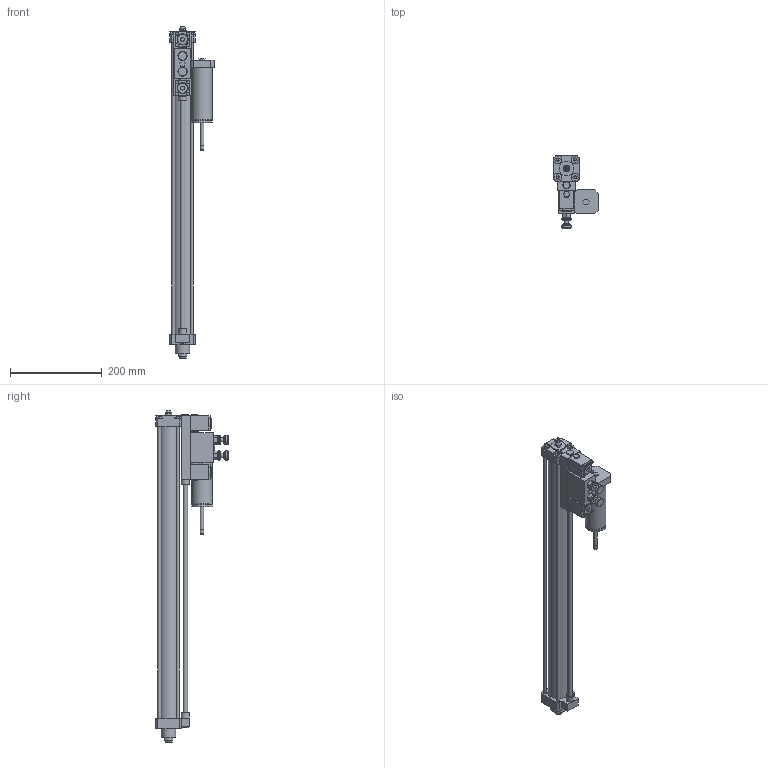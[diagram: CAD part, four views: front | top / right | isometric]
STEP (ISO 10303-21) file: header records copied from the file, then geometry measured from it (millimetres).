
FILE_DESCRIPTION( ( 'Unknown' ), '1' );
FILE_NAME( '1400_40_0600_03_05.stp', 'Unknown', ( 'Unknown' ), ( 'Unknown' ), 'PSStep 17.0.49', 'Unknown', ' ' );
FILE_SCHEMA( ( 'AUTOMOTIVE_DESIGN { 1 0 10303 214 1 1 1 1 }' ) );
Length unit declared in the file: millimetre
Products named in the file (8): Assem1; VAL ST NA ; BASE DOPPIO STOP; REGOLATORE DR 2; REGOLATORE DR 1; STELO  C 100; CORPO DR DSTOP  C200; 1400400200D
Assembly tree (8 placements, depth 2):
  Assem1
    VAL ST NA   x2
    BASE DOPPIO STOP
    REGOLATORE DR 2
    REGOLATORE DR 1
    STELO  C 100
    CORPO DR DSTOP  C200
    1400400200D
Bounding box: 96 x 157 x 722 mm (x, y, z)
Volume: 1257811.5 mm3; surface area: 384628.2 mm2
Topology: 8 solids, 8 shells, 316 faces, 704 edges, 453 vertices
Faces by surface type: plane 217, cylinder 72, cone 25, torus 2
Full cylindrical faces by diameter (mm): 2 x5, 4.917 x8, 6 x4, 7 x8, 8 x2, 8.376 x1, 8.566 x2, 9 x2, 10 x1, 14 x2, 16 x2, 17 x1, 18 x4, 20 x4, 24 x2, 32 x2, 40 x2, 41 x1, 45 x3
Entity records: 13106 total; most frequent: DIRECTION 1300, CARTESIAN_POINT 1295, ORIENTED_EDGE 1102, PRESENTATION_STYLE_ASSIGNMENT 987, COLOUR_RGB 987, STYLED_ITEM 767, CURVE_STYLE 702, DRAUGHTING_PRE_DEFINED_CURVE_FONT 702
